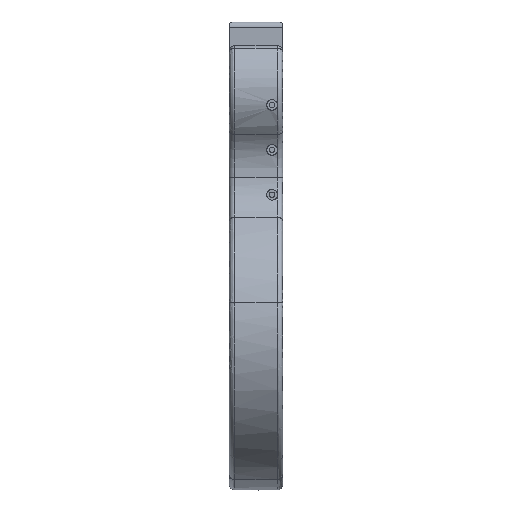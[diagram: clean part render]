
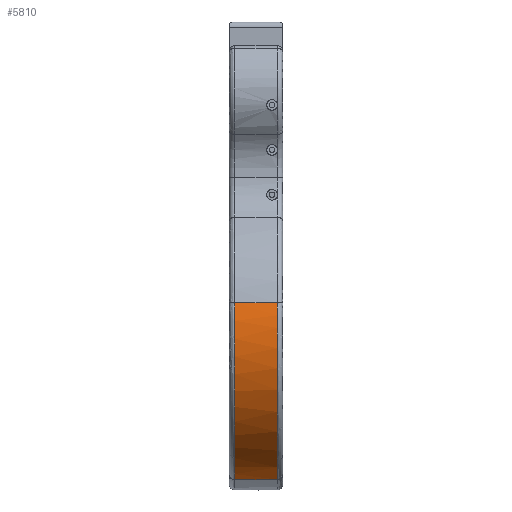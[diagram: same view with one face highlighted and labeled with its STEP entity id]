
A CAD part, left-side view. The second image highlights one B-rep face of the part: STEP entity #5810.
In plain terms, the highlighted free-form (B-spline) face has degree [3, 1] with [7, 2] control points.
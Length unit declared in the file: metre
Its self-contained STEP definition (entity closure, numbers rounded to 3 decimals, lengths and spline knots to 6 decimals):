
#70=B_SPLINE_SURFACE_WITH_KNOTS('',3,1,((#11301,#11302),(#11303,#11304),
(#11305,#11306),(#11307,#11308),(#11309,#11310),(#11311,#11312),(#11313,
#11314)),.SURF_OF_LINEAR_EXTRUSION.,.F.,.F.,.F.,(4,1,1,1,4),(2,2),(5.078738,
5.42923,5.779721,6.130213,6.480705),(0.,
1.),.UNSPECIFIED.);
#394=B_SPLINE_CURVE_WITH_KNOTS('',3,(#11315,#11316,#11317,#11318,#11319,
#11320,#11321,#11322,#11323,#11324,#11325,#11326,#11327,#11328,#11329,#11330,
#11331,#11332,#11333,#11334,#11335),.UNSPECIFIED.,.F.,.F.,(4,1,1,1,1,1,
1,1,1,1,1,1,1,1,1,1,1,1,4),(0.,0.013523,0.027046,0.04057,
0.054093,0.060855,0.067616,0.081139,
0.094663,0.101424,0.108186,0.121709,
0.135232,0.148755,0.162279,0.175802,
0.189325,0.202848,0.216372),.UNSPECIFIED.);
#395=B_SPLINE_CURVE_WITH_KNOTS('',3,(#11336,#11337,#11338,#11339,#11340,
#11341,#11342,#11343,#11344,#11345,#11346,#11347,#11348,#11349,#11350,#11351,
#11352,#11353),.UNSPECIFIED.,.F.,.F.,(4,1,1,1,1,1,1,1,1,1,1,1,1,1,1,4),
(0.,0.026985,0.053969,0.067461,0.074208,
0.080954,0.094446,0.107938,0.121431,
0.134923,0.148415,0.161908,0.1754,
0.188892,0.202384,0.215877),.UNSPECIFIED.);
#1786=ORIENTED_EDGE('',*,*,#2974,.F.);
#1787=ORIENTED_EDGE('',*,*,#2999,.T.);
#1788=ORIENTED_EDGE('',*,*,#2987,.F.);
#1789=ORIENTED_EDGE('',*,*,#3000,.T.);
#2974=EDGE_CURVE('',#3677,#3678,#4064,.T.);
#2987=EDGE_CURVE('',#3688,#3689,#4069,.F.);
#2999=EDGE_CURVE('',#3677,#3689,#394,.T.);
#3000=EDGE_CURVE('',#3688,#3678,#395,.T.);
#3677=VERTEX_POINT('',#11205);
#3678=VERTEX_POINT('',#11207);
#3688=VERTEX_POINT('',#11270);
#3689=VERTEX_POINT('',#11271);
#4064=LINE('',#11206,#4332);
#4069=LINE('',#11269,#4337);
#4332=VECTOR('',#7670,1.);
#4337=VECTOR('',#7689,1.);
#4782=EDGE_LOOP('',(#1786,#1787,#1788,#1789));
#5327=FACE_BOUND('',#4782,.T.);
#5810=ADVANCED_FACE('',(#5327),#70,.F.);
#7670=DIRECTION('',(0.,-1.,0.));
#7689=DIRECTION('',(0.,-1.,0.));
#11205=CARTESIAN_POINT('',(-0.756043,0.034081,-0.005));
#11206=CARTESIAN_POINT('',(-0.756043,0.039081,-0.005));
#11207=CARTESIAN_POINT('',(-0.756043,-0.005919,-0.005));
#11269=CARTESIAN_POINT('',(-0.6518,0.039081,-0.170292));
#11270=CARTESIAN_POINT('',(-0.6518,-0.005919,-0.170292));
#11271=CARTESIAN_POINT('',(-0.6518,0.034081,-0.170292));
#11301=CARTESIAN_POINT('',(-0.6518,0.034081,-0.170292));
#11302=CARTESIAN_POINT('',(-0.6518,-0.005919,-0.170292));
#11303=CARTESIAN_POINT('',(-0.670071,0.034081,-0.16417));
#11304=CARTESIAN_POINT('',(-0.670071,-0.005919,-0.16417));
#11305=CARTESIAN_POINT('',(-0.704124,0.034081,-0.146277));
#11306=CARTESIAN_POINT('',(-0.704124,-0.005919,-0.146277));
#11307=CARTESIAN_POINT('',(-0.741551,0.034081,-0.105748));
#11308=CARTESIAN_POINT('',(-0.741551,-0.005919,-0.105748));
#11309=CARTESIAN_POINT('',(-0.760768,0.034081,-0.05646));
#11310=CARTESIAN_POINT('',(-0.760768,-0.005919,-0.05646));
#11311=CARTESIAN_POINT('',(-0.759883,0.034081,-0.021759));
#11312=CARTESIAN_POINT('',(-0.759883,-0.005919,-0.021759));
#11313=CARTESIAN_POINT('',(-0.756043,0.034081,-0.005));
#11314=CARTESIAN_POINT('',(-0.756043,-0.005919,-0.005));
#11315=CARTESIAN_POINT('',(-0.756043,0.034081,-0.005));
#11316=CARTESIAN_POINT('',(-0.757052,0.034081,-0.009401));
#11317=CARTESIAN_POINT('',(-0.758608,0.034081,-0.018305));
#11318=CARTESIAN_POINT('',(-0.759519,0.034081,-0.03176));
#11319=CARTESIAN_POINT('',(-0.759023,0.034081,-0.045091));
#11320=CARTESIAN_POINT('',(-0.75746,0.034081,-0.056132));
#11321=CARTESIAN_POINT('',(-0.755496,0.034081,-0.064948));
#11322=CARTESIAN_POINT('',(-0.753093,0.034081,-0.073595));
#11323=CARTESIAN_POINT('',(-0.749301,0.034081,-0.084066));
#11324=CARTESIAN_POINT('',(-0.744496,0.034081,-0.094114));
#11325=CARTESIAN_POINT('',(-0.740053,0.034081,-0.101899));
#11326=CARTESIAN_POINT('',(-0.735207,0.034081,-0.109516));
#11327=CARTESIAN_POINT('',(-0.72857,0.034081,-0.118478));
#11328=CARTESIAN_POINT('',(-0.71971,0.034081,-0.128436));
#11329=CARTESIAN_POINT('',(-0.710008,0.034081,-0.137606));
#11330=CARTESIAN_POINT('',(-0.699419,0.034081,-0.146038));
#11331=CARTESIAN_POINT('',(-0.688291,0.034081,-0.153493));
#11332=CARTESIAN_POINT('',(-0.676645,0.034081,-0.160035));
#11333=CARTESIAN_POINT('',(-0.664503,0.034081,-0.165684));
#11334=CARTESIAN_POINT('',(-0.656067,0.034081,-0.168862));
#11335=CARTESIAN_POINT('',(-0.6518,0.034081,-0.170292));
#11336=CARTESIAN_POINT('',(-0.6518,-0.005919,-0.170292));
#11337=CARTESIAN_POINT('',(-0.660335,-0.005919,-0.167432));
#11338=CARTESIAN_POINT('',(-0.676991,-0.005919,-0.160432));
#11339=CARTESIAN_POINT('',(-0.695839,-0.005919,-0.148863));
#11340=CARTESIAN_POINT('',(-0.708014,-0.005919,-0.139203));
#11341=CARTESIAN_POINT('',(-0.714653,-0.005919,-0.133216));
#11342=CARTESIAN_POINT('',(-0.721086,-0.005919,-0.126888));
#11343=CARTESIAN_POINT('',(-0.728545,-0.005919,-0.118513));
#11344=CARTESIAN_POINT('',(-0.736555,-0.005919,-0.107694));
#11345=CARTESIAN_POINT('',(-0.743549,-0.005919,-0.096102));
#11346=CARTESIAN_POINT('',(-0.749307,-0.005919,-0.08405));
#11347=CARTESIAN_POINT('',(-0.753857,-0.005919,-0.071491));
#11348=CARTESIAN_POINT('',(-0.75715,-0.005919,-0.058327));
#11349=CARTESIAN_POINT('',(-0.759025,-0.005919,-0.045071));
#11350=CARTESIAN_POINT('',(-0.759519,-0.005919,-0.031751));
#11351=CARTESIAN_POINT('',(-0.758609,-0.005919,-0.018312));
#11352=CARTESIAN_POINT('',(-0.757052,-0.005919,-0.009401));
#11353=CARTESIAN_POINT('',(-0.756043,-0.005919,-0.005));
